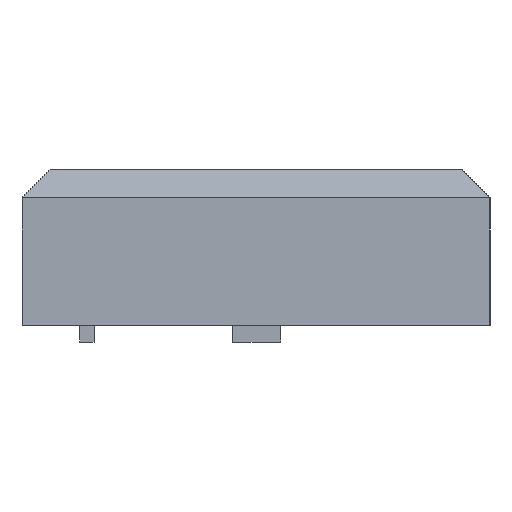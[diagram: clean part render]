
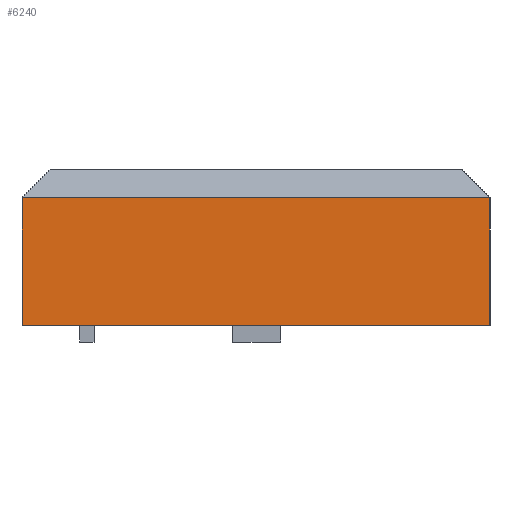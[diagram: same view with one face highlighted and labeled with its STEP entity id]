
A CAD part, left-side view. The second image highlights one B-rep face of the part: STEP entity #6240.
In plain terms, the highlighted planar face has unit normal (-1, 0, 0).
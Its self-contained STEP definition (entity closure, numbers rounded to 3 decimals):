
#908=FACE_OUTER_BOUND('',#1263,.T.);
#1263=EDGE_LOOP('',(#5715,#5716,#5717,#5718));
#1770=LINE('',#11984,#2324);
#1788=LINE('',#12022,#2342);
#1826=LINE('',#12124,#2380);
#1828=LINE('',#12127,#2382);
#2324=VECTOR('',#7229,10.);
#2342=VECTOR('',#7259,10.);
#2380=VECTOR('',#7379,10.);
#2382=VECTOR('',#7383,10.);
#2958=VERTEX_POINT('',#11982);
#2959=VERTEX_POINT('',#11983);
#2973=VERTEX_POINT('',#12020);
#2996=VERTEX_POINT('',#12123);
#3843=EDGE_CURVE('',#2958,#2959,#1770,.T.);
#3863=EDGE_CURVE('',#2973,#2958,#1788,.T.);
#3912=EDGE_CURVE('',#2959,#2996,#1826,.T.);
#3914=EDGE_CURVE('',#2996,#2973,#1828,.T.);
#5715=ORIENTED_EDGE('',*,*,#3843,.F.);
#5716=ORIENTED_EDGE('',*,*,#3863,.F.);
#5717=ORIENTED_EDGE('',*,*,#3914,.F.);
#5718=ORIENTED_EDGE('',*,*,#3912,.F.);
#5906=PLANE('',#6447);
#6240=ADVANCED_FACE('',(#908),#5906,.T.);
#6447=AXIS2_PLACEMENT_3D('',#12126,#7381,#7382);
#7229=DIRECTION('',(0.,-1.,0.));
#7259=DIRECTION('',(0.,0.,1.));
#7379=DIRECTION('',(0.,0.,-1.));
#7381=DIRECTION('center_axis',(-1.,0.,0.));
#7382=DIRECTION('ref_axis',(0.,-1.,0.));
#7383=DIRECTION('',(0.,1.,0.));
#11982=CARTESIAN_POINT('',(-79.35,58.65,36.4));
#11983=CARTESIAN_POINT('',(-79.35,-58.35,36.4));
#11984=CARTESIAN_POINT('',(-79.35,23.675,36.4));
#12020=CARTESIAN_POINT('',(-79.35,58.65,4.55));
#12022=CARTESIAN_POINT('',(-79.35,58.65,-1.6));
#12123=CARTESIAN_POINT('',(-79.35,-58.35,4.55));
#12124=CARTESIAN_POINT('',(-79.35,-58.35,-1.6));
#12126=CARTESIAN_POINT('Origin',(-79.35,47.35,-1.6));
#12127=CARTESIAN_POINT('',(-79.35,23.75,4.55));
